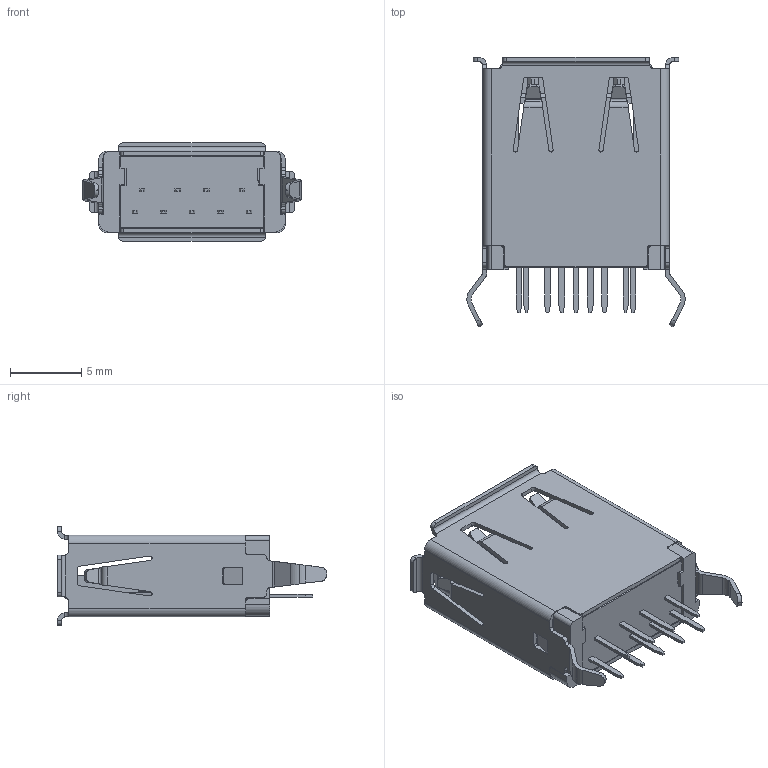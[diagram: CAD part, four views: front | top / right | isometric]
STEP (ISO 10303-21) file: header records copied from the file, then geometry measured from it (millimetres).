
FILE_DESCRIPTION(('STEP AP242'),'1');
FILE_NAME('usb1086-gf-b.stp','2022-07-12T13:52:29',('TraceParts'),('TraceParts S.A.'),'Spatial InterOp 3D',' ',' ');
FILE_SCHEMA(('AP242_MANAGED_MODEL_BASED_3D_ENGINEERING_MIM_LF {1 0 10303 442 1 1 4}'));
Length unit declared in the file: millimetre
Products named in the file (1): usb1086-gf-b_1
Bounding box: 15.3 x 18.9 x 6.9 mm (x, y, z)
Volume: 542.7 mm3; surface area: 1935.7 mm2
Topology: 6 solids, 6 shells, 995 faces, 2683 edges, 1720 vertices
Faces by surface type: plane 663, cylinder 288, bspline 44
Entity records: 32476 total; most frequent: CARTESIAN_POINT 7540, ORIENTED_EDGE 5366, DIRECTION 4857, EDGE_CURVE 2683, LINE 2071, VECTOR 2071, VERTEX_POINT 1720, AXIS2_PLACEMENT_3D 1393
